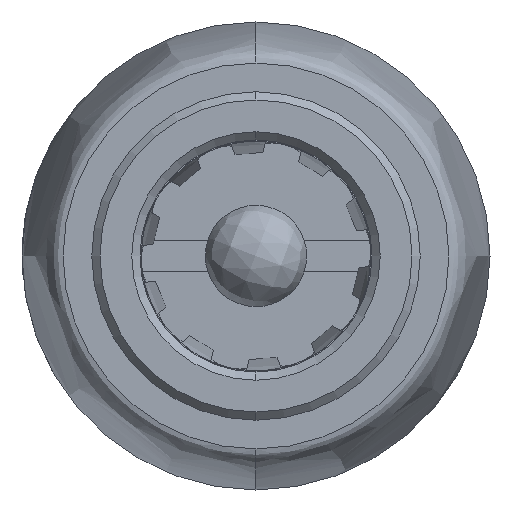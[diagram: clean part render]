
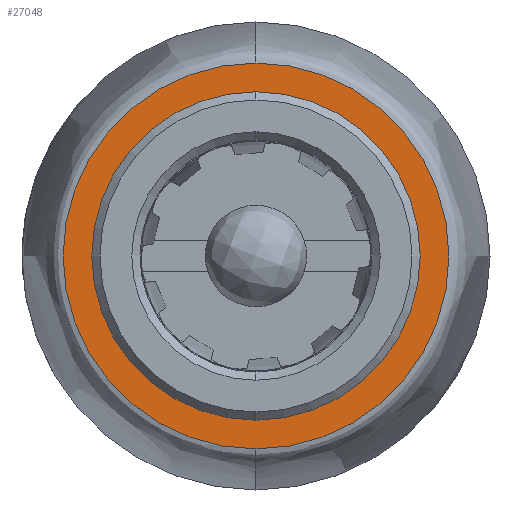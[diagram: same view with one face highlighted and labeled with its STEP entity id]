
A CAD part, left-side view. The second image highlights one B-rep face of the part: STEP entity #27048.
In plain terms, the highlighted face is planar.
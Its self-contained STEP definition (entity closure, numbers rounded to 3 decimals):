
#942 = EDGE_CURVE ( 'NONE', #21011, #16364, #1253, .T. ) ;
#1253 = CIRCLE ( 'NONE', #8255, 4. ) ;
#1396 = DIRECTION ( 'NONE',  ( 0., 0., 1. ) ) ;
#2464 = DIRECTION ( 'NONE',  ( 1., 0., 0. ) ) ;
#2901 = ORIENTED_EDGE ( 'NONE', *, *, #23767, .F. ) ;
#3823 = CARTESIAN_POINT ( 'NONE',  ( 10., 0., 0. ) ) ;
#6442 = ORIENTED_EDGE ( 'NONE', *, *, #942, .F. ) ;
#7170 = CARTESIAN_POINT ( 'NONE',  ( 10., 4.7, 0. ) ) ;
#8255 = AXIS2_PLACEMENT_3D ( 'NONE', #15178, #33704, #31091 ) ;
#8257 = AXIS2_PLACEMENT_3D ( 'NONE', #10489, #29172, #16089 ) ;
#9115 = EDGE_CURVE ( 'NONE', #27715, #18865, #9609, .T. ) ;
#9354 = EDGE_CURVE ( 'NONE', #18865, #27715, #12505, .T. ) ;
#9609 = CIRCLE ( 'NONE', #8257, 4.7 ) ;
#9917 = CIRCLE ( 'NONE', #31512, 4. ) ;
#10489 = CARTESIAN_POINT ( 'NONE',  ( 10., 0., 0. ) ) ;
#10953 = CARTESIAN_POINT ( 'NONE',  ( 10., 0., 4. ) ) ;
#12505 = CIRCLE ( 'NONE', #20804, 4.7 ) ;
#12713 = PLANE ( 'NONE',  #18311 ) ;
#13619 = CARTESIAN_POINT ( 'NONE',  ( 10., -4.7, 0. ) ) ;
#14078 = ORIENTED_EDGE ( 'NONE', *, *, #9354, .F. ) ;
#15178 = CARTESIAN_POINT ( 'NONE',  ( 10., 0., 0. ) ) ;
#15226 = CARTESIAN_POINT ( 'NONE',  ( 10., 0., 0. ) ) ;
#16089 = DIRECTION ( 'NONE',  ( 0., 0., 1. ) ) ;
#16364 = VERTEX_POINT ( 'NONE', #31791 ) ;
#17603 = FACE_OUTER_BOUND ( 'NONE', #24841, .T. ) ;
#18311 = AXIS2_PLACEMENT_3D ( 'NONE', #15226, #28743, #20516 ) ;
#18865 = VERTEX_POINT ( 'NONE', #13619 ) ;
#20494 = FACE_BOUND ( 'NONE', #20947, .T. ) ;
#20516 = DIRECTION ( 'NONE',  ( 0., 0., 1. ) ) ;
#20804 = AXIS2_PLACEMENT_3D ( 'NONE', #3823, #22531, #1396 ) ;
#20947 = EDGE_LOOP ( 'NONE', ( #2901, #6442 ) ) ;
#21011 = VERTEX_POINT ( 'NONE', #10953 ) ;
#22531 = DIRECTION ( 'NONE',  ( -1., 0., 0. ) ) ;
#23767 = EDGE_CURVE ( 'NONE', #16364, #21011, #9917, .T. ) ;
#24841 = EDGE_LOOP ( 'NONE', ( #32866, #14078 ) ) ;
#26386 = CARTESIAN_POINT ( 'NONE',  ( 10., 0., 0. ) ) ;
#27048 = ADVANCED_FACE ( 'NONE', ( #20494, #17603 ), #12713, .F. ) ;
#27715 = VERTEX_POINT ( 'NONE', #7170 ) ;
#28743 = DIRECTION ( 'NONE',  ( -1., 0., 0. ) ) ;
#29172 = DIRECTION ( 'NONE',  ( -1., 0., 0. ) ) ;
#31091 = DIRECTION ( 'NONE',  ( 0., 0., -1. ) ) ;
#31512 = AXIS2_PLACEMENT_3D ( 'NONE', #26386, #2464, #33874 ) ;
#31791 = CARTESIAN_POINT ( 'NONE',  ( 10., 0., -4. ) ) ;
#32866 = ORIENTED_EDGE ( 'NONE', *, *, #9115, .F. ) ;
#33704 = DIRECTION ( 'NONE',  ( 1., 0., 0. ) ) ;
#33874 = DIRECTION ( 'NONE',  ( 0., 0., -1. ) ) ;
